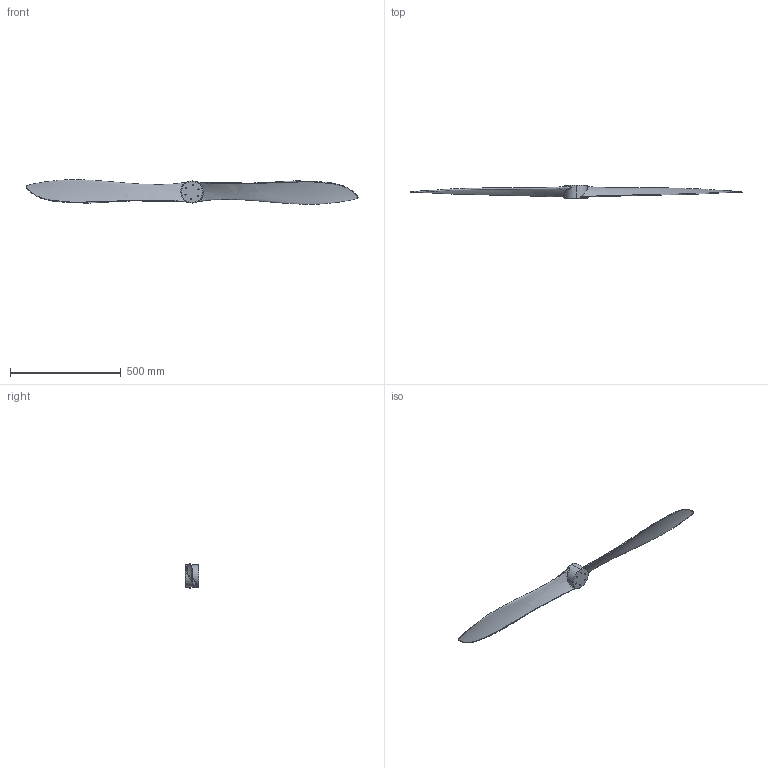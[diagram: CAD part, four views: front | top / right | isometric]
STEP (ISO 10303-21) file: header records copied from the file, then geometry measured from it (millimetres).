
FILE_DESCRIPTION (( 'STEP AP214' ), '1' );
FILE_NAME ('Propeler.STEP', '2023-10-23T13:21:23', ( '' ), ( '' ), 'SwSTEP 2.0', 'SolidWorks 2022', '' );
FILE_SCHEMA (( 'AUTOMOTIVE_DESIGN' ));
Length unit declared in the file: millimetre
Products named in the file (1): Propeler
Bounding box: 1500 x 60 x 110.75 mm (x, y, z)
Volume: 1273098.9 mm3; surface area: 295261.3 mm2
Topology: 1 solids, 1 shells, 33 faces, 90 edges, 58 vertices
Faces by surface type: cylinder 14, torus 8, bspline 8, plane 3
Entity records: 15217 total; most frequent: CARTESIAN_POINT 14375, ORIENTED_EDGE 172, DIRECTION 158, EDGE_CURVE 86, AXIS2_PLACEMENT_3D 72, VERTEX_POINT 58, EDGE_LOOP 48, CIRCLE 46
